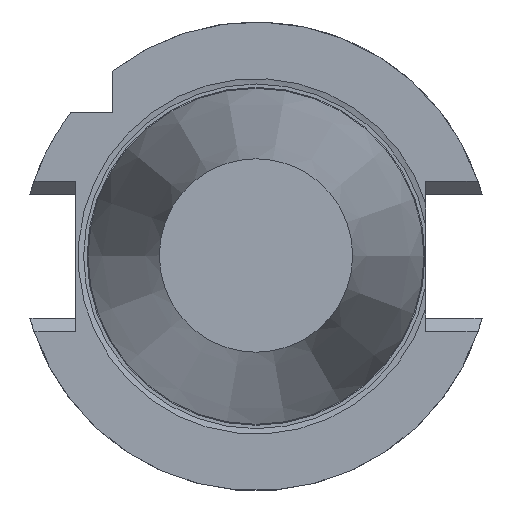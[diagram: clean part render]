
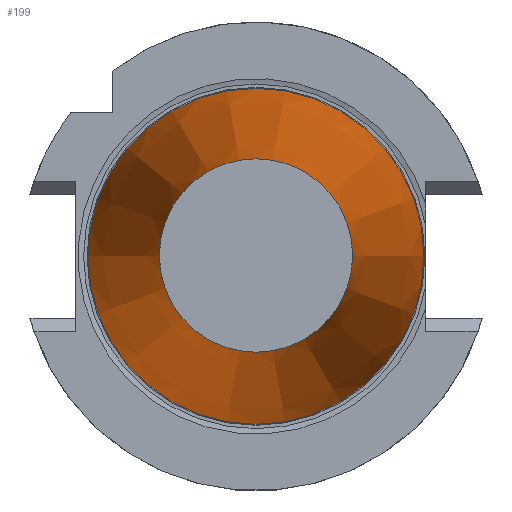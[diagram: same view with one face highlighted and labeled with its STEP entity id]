
A CAD part, top view. The second image highlights one B-rep face of the part: STEP entity #199.
In plain terms, the highlighted conical face has half-angle 8.298 degrees and reference radius 20.107 mm.
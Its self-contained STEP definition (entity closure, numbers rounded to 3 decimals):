
#186=CONICAL_SURFACE('',#1172,20.107,8.298);
#199=ADVANCED_FACE('CU_FL_CO_SU_1',(#301,#302),#186,.T.);
#301=FACE_BOUND('',#336,.T.);
#302=FACE_BOUND('',#337,.T.);
#336=EDGE_LOOP('',(#469));
#337=EDGE_LOOP('',(#470));
#415=CIRCLE('',#1166,34.925);
#417=CIRCLE('',#1170,20.107);
#469=ORIENTED_EDGE('',*,*,#859,.T.);
#470=ORIENTED_EDGE('',*,*,#857,.F.);
#755=VERTEX_POINT('',#1603);
#757=VERTEX_POINT('',#1609);
#857=EDGE_CURVE('',#755,#755,#415,.T.);
#859=EDGE_CURVE('',#757,#757,#417,.T.);
#1166=AXIS2_PLACEMENT_3D('',#1602,#1291,#1292);
#1170=AXIS2_PLACEMENT_3D('',#1608,#1299,#1300);
#1172=AXIS2_PLACEMENT_3D('',#1611,#1303,#1304);
#1291=DIRECTION('',(0.0,0.0,-1.0));
#1292=DIRECTION('',(-1.0,0.0,0.0));
#1299=DIRECTION('',(0.0,0.0,-1.0));
#1300=DIRECTION('',(-1.0,0.0,0.0));
#1303=DIRECTION('',(0.0,0.0,-1.0));
#1304=DIRECTION('',(-1.0,0.0,0.));
#1602=CARTESIAN_POINT('',(0.0,0.0,0.0));
#1603=CARTESIAN_POINT('',(-34.925,0.0,0.0));
#1608=CARTESIAN_POINT('',(0.0,0.0,101.6));
#1609=CARTESIAN_POINT('',(-20.107,0.0,101.6));
#1611=CARTESIAN_POINT('',(0.0,0.0,101.6));
